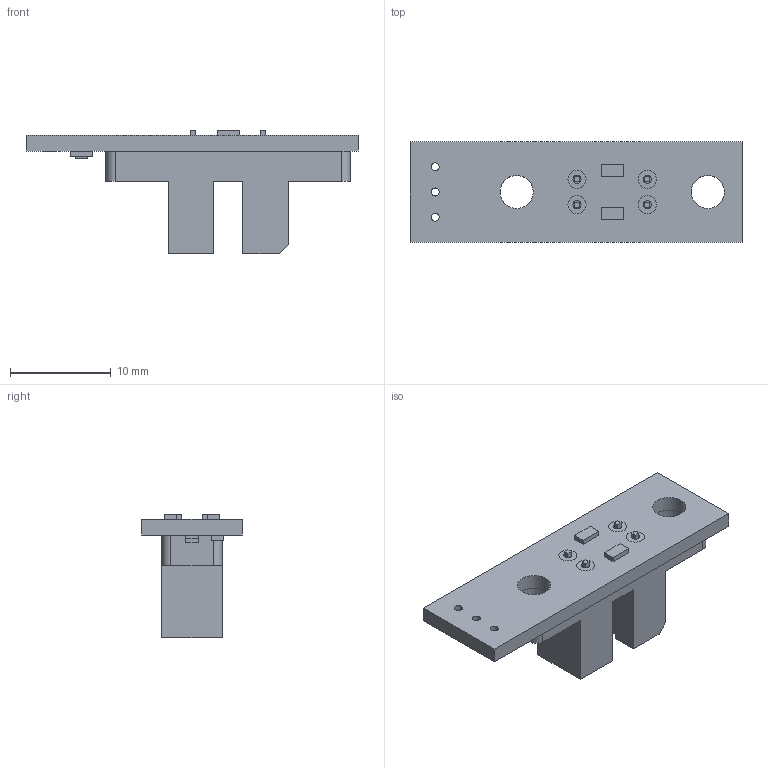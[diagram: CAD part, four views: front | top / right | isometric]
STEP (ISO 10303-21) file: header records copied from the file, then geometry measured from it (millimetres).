
FILE_DESCRIPTION(/* description */ (''),/* implementation_level */ '2;1');
FILE_NAME(/* name */ 'Blasini-Optical-Endstop.step',/* time_stamp */ '2022-07-21T17:03:56+02:00',/* author */ (''),/* organization */ (''),/* preprocessor_version */ 'ST-DEVELOPER v19',/* originating_system */ 'Autodesk Translation Framework v11.7.0.108',/* authorisation */ '');
FILE_SCHEMA (('AUTOMOTIVE_DESIGN { 1 0 10303 214 3 1 1 }'));
Length unit declared in the file: millimetre
Products named in the file (5): Blasini Optical Endstop; PCB; Sensor; Resistor 0805; LED 0805
Assembly tree (6 placements, depth 2):
  Blasini Optical Endstop
    PCB
    Sensor
    Resistor 0805  x3
    LED 0805
Bounding box: 33 x 10 x 12.25 mm (x, y, z)
Volume: 1253.3 mm3; surface area: 1673.8 mm2
Topology: 10 solids, 10 shells, 111 faces, 267 edges, 191 vertices
Faces by surface type: plane 96, cylinder 15
Full cylindrical faces by diameter (mm): 0.8 x7, 3.3 x4
Entity records: 3216 total; most frequent: CARTESIAN_POINT 529, DIRECTION 502, ORIENTED_EDGE 486, EDGE_CURVE 243, LINE 206, VECTOR 206, VERTEX_POINT 175, AXIS2_PLACEMENT_3D 148
